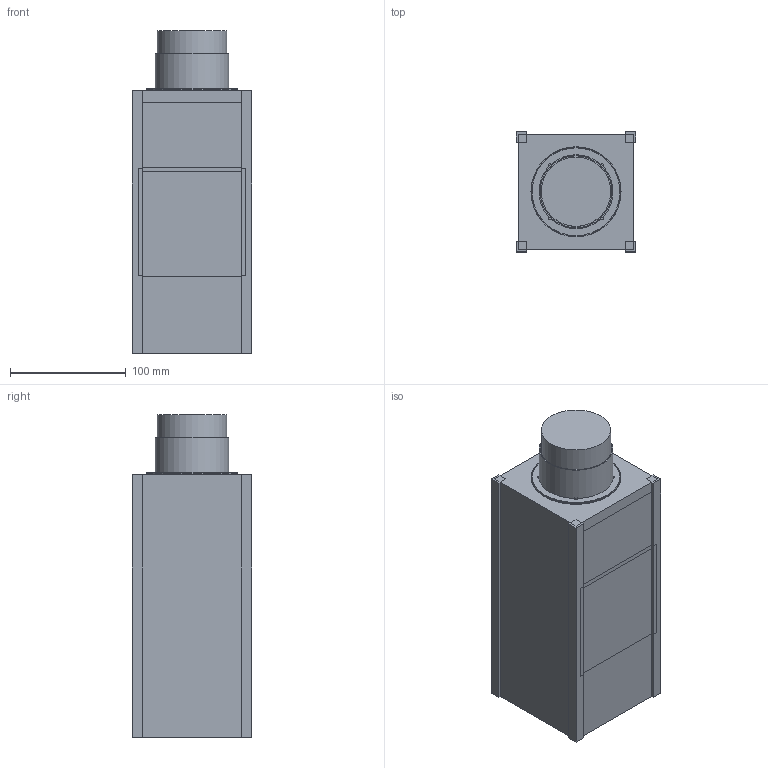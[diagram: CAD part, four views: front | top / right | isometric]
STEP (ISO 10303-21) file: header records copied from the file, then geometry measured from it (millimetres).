
FILE_DESCRIPTION(('FreeCAD Model'),'2;1');
FILE_NAME('Open CASCADE Shape Model','2025-08-27T18:27:10',('Author'),( ''),'Open CASCADE STEP processor 7.8','FreeCAD','Unknown');
FILE_SCHEMA(('AUTOMOTIVE_DESIGN { 1 0 10303 214 1 1 1 1 }'));
Length unit declared in the file: millimetre
Products named in the file (28): ChassisShell001; Assembly; Chassis; SolarPanels; Radiators; RadiatorPlates; Structure; CentralTube_Al6061; Bulkhead_Front; Bulkhead_Center; Bulkhead_Rear; CornerFrames; Corner_L_Profiles; Thruster_Ion; ThrusterFlange_Al6061; ThrusterCan_Ion; ThrusterSkirt_Shield; MuMetal_Ring; Tank_Coaxial; Tank_CFRP_Lined; Tank_Straps; PPU; PPU_Box; PPU_Standoffs_PEEK; RearPassThroughs; RearGlandVolumes; ChassisShell
Assembly tree (25 placements, depth 3):
  ChassisShell001
  Assembly
    Chassis
      ChassisShell001
    SolarPanels
    Radiators
      RadiatorPlates
    Structure
      CentralTube_Al6061
      Bulkhead_Front
      Bulkhead_Center
      Bulkhead_Rear
    CornerFrames
      Corner_L_Profiles
    Thruster_Ion
      ThrusterFlange_Al6061
      ThrusterCan_Ion
      ThrusterSkirt_Shield
      MuMetal_Ring
    Tank_Coaxial
      Tank_CFRP_Lined
      Tank_Straps
    PPU
      PPU_Box
      PPU_Standoffs_PEEK
    RearPassThroughs
      RearGlandVolumes
  ChassisShell
Bounding box: 103.6 x 103.6 x 279 mm (x, y, z)
Volume: 1236601.7 mm3; surface area: 858399.4 mm2
Topology: 28 solids, 29 shells, 400 faces, 923 edges, 586 vertices
Faces by surface type: plane 365, cylinder 35
Full cylindrical faces by diameter (mm): 3.2 x4, 5 x4, 10 x2, 58 x1, 60 x2, 62.2 x1, 64 x1, 71.6 x1, 74 x1, 74.4 x2, 76 x1, 77.4 x1, 78 x1, 92 x1, 94 x3
Entity records: 23455 total; most frequent: CARTESIAN_POINT 4165, DIRECTION 3311, LINE 2237, VECTOR 2237, ORIENTED_EDGE 1846, PCURVE 1846, DEFINITIONAL_REPRESENTATION 1846, EDGE_CURVE 923
